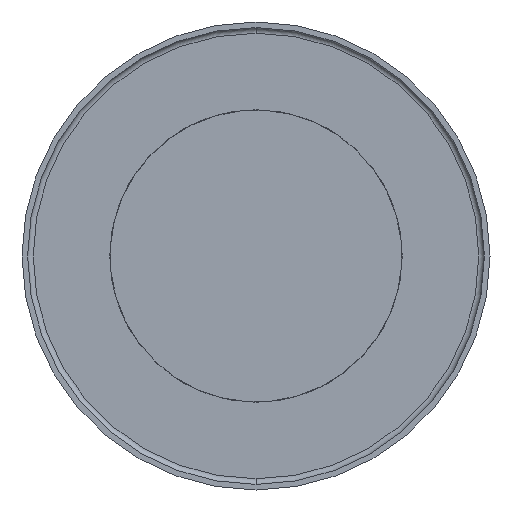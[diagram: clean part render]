
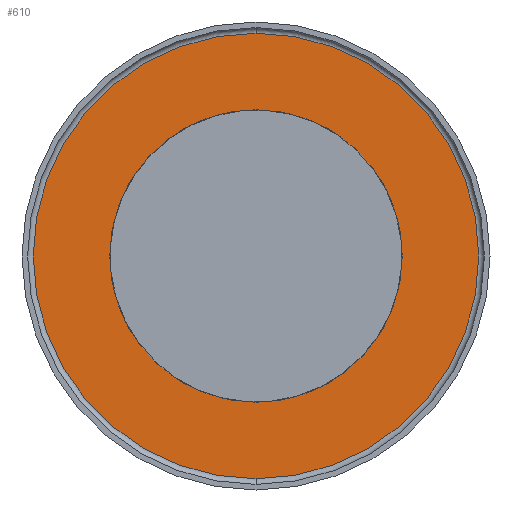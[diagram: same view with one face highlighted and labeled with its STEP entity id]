
A CAD part, front view. The second image highlights one B-rep face of the part: STEP entity #610.
In plain terms, the highlighted planar face has unit normal (0, -1, 0).
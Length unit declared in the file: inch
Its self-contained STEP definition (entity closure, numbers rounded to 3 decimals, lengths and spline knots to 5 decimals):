
#54 = CIRCLE ( 'NONE', #475, 0.781 ) ;
#89 = PLANE ( 'NONE',  #485 ) ;
#98 = CIRCLE ( 'NONE', #323, 0.781 ) ;
#141 = DIRECTION ( 'NONE',  ( 0., -1., 0. ) ) ;
#145 = DIRECTION ( 'NONE',  ( 0., 0., -1. ) ) ;
#152 = CIRCLE ( 'NONE', #163, 1.19 ) ;
#163 = AXIS2_PLACEMENT_3D ( 'NONE', #479, #537, #145 ) ;
#179 = CARTESIAN_POINT ( 'NONE',  ( 0., 0.445, 0.781 ) ) ;
#201 = DIRECTION ( 'NONE',  ( 0., -1., 0. ) ) ;
#209 = AXIS2_PLACEMENT_3D ( 'NONE', #410, #526, #582 ) ;
#215 = ORIENTED_EDGE ( 'NONE', *, *, #586, .F. ) ;
#227 = EDGE_CURVE ( 'NONE', #320, #549, #525, .T. ) ;
#228 = CARTESIAN_POINT ( 'NONE',  ( 0., 0.445, 1.19 ) ) ;
#307 = CARTESIAN_POINT ( 'NONE',  ( 0., 0.445, 0. ) ) ;
#320 = VERTEX_POINT ( 'NONE', #228 ) ;
#321 = FACE_OUTER_BOUND ( 'NONE', #439, .T. ) ;
#323 = AXIS2_PLACEMENT_3D ( 'NONE', #307, #141, #599 ) ;
#327 = ORIENTED_EDGE ( 'NONE', *, *, #227, .T. ) ;
#357 = ORIENTED_EDGE ( 'NONE', *, *, #570, .F. ) ;
#368 = ORIENTED_EDGE ( 'NONE', *, *, #456, .T. ) ;
#370 = CARTESIAN_POINT ( 'NONE',  ( 0., 0.445, -1.19 ) ) ;
#377 = DIRECTION ( 'NONE',  ( 0., -1., 0. ) ) ;
#410 = CARTESIAN_POINT ( 'NONE',  ( 0., 0.445, 0. ) ) ;
#434 = DIRECTION ( 'NONE',  ( 0., 0., -1. ) ) ;
#439 = EDGE_LOOP ( 'NONE', ( #368, #327 ) ) ;
#447 = VERTEX_POINT ( 'NONE', #579 ) ;
#456 = EDGE_CURVE ( 'NONE', #549, #320, #152, .T. ) ;
#475 = AXIS2_PLACEMENT_3D ( 'NONE', #492, #201, #551 ) ;
#479 = CARTESIAN_POINT ( 'NONE',  ( 0., 0.445, 0. ) ) ;
#485 = AXIS2_PLACEMENT_3D ( 'NONE', #543, #377, #434 ) ;
#492 = CARTESIAN_POINT ( 'NONE',  ( 0., 0.445, 0. ) ) ;
#505 = EDGE_LOOP ( 'NONE', ( #357, #215 ) ) ;
#525 = CIRCLE ( 'NONE', #209, 1.19 ) ;
#526 = DIRECTION ( 'NONE',  ( 0., -1., 0. ) ) ;
#537 = DIRECTION ( 'NONE',  ( 0., -1., 0. ) ) ;
#543 = CARTESIAN_POINT ( 'NONE',  ( 1.19, 0.445, 0. ) ) ;
#549 = VERTEX_POINT ( 'NONE', #370 ) ;
#551 = DIRECTION ( 'NONE',  ( 0., 0., -1. ) ) ;
#570 = EDGE_CURVE ( 'NONE', #447, #679, #54, .T. ) ;
#579 = CARTESIAN_POINT ( 'NONE',  ( 0., 0.445, -0.781 ) ) ;
#582 = DIRECTION ( 'NONE',  ( 0., 0., -1. ) ) ;
#586 = EDGE_CURVE ( 'NONE', #679, #447, #98, .T. ) ;
#599 = DIRECTION ( 'NONE',  ( 0., 0., -1. ) ) ;
#610 = ADVANCED_FACE ( 'NONE', ( #321, #656 ), #89, .T. ) ;
#656 = FACE_BOUND ( 'NONE', #505, .T. ) ;
#679 = VERTEX_POINT ( 'NONE', #179 ) ;
